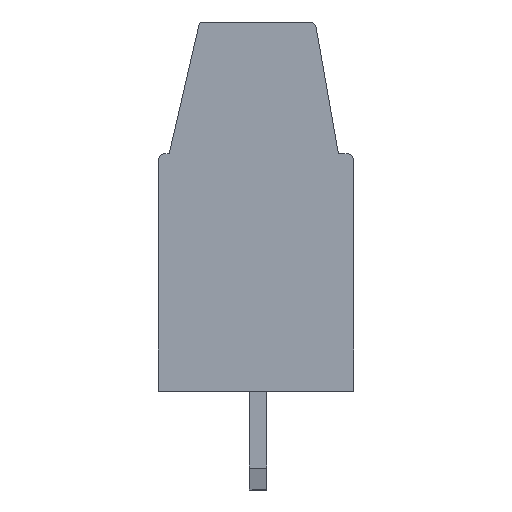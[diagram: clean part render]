
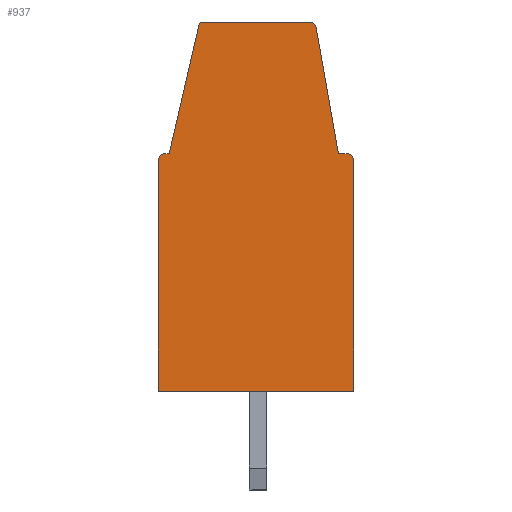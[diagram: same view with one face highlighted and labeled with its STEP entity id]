
A CAD part, left-side view. The second image highlights one B-rep face of the part: STEP entity #937.
In plain terms, the highlighted planar face has unit normal (-1, 0, 0).
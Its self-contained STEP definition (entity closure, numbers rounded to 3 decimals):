
#937 = ADVANCED_FACE( '', ( #2045 ), #2046, .T. );
#2045 = FACE_OUTER_BOUND( '', #3306, .T. );
#2046 = PLANE( '', #3307 );
#3306 = EDGE_LOOP( '', ( #5966, #5967, #5968, #5969, #5970, #5971, #5972, #5973, #5974, #5975, #5976, #5977 ) );
#3307 = AXIS2_PLACEMENT_3D( '', #5978, #5979, #5980 );
#5966 = ORIENTED_EDGE( '', *, *, #8134, .T. );
#5967 = ORIENTED_EDGE( '', *, *, #7180, .T. );
#5968 = ORIENTED_EDGE( '', *, *, #8092, .F. );
#5969 = ORIENTED_EDGE( '', *, *, #8135, .T. );
#5970 = ORIENTED_EDGE( '', *, *, #8136, .T. );
#5971 = ORIENTED_EDGE( '', *, *, #8003, .T. );
#5972 = ORIENTED_EDGE( '', *, *, #8137, .T. );
#5973 = ORIENTED_EDGE( '', *, *, #8138, .T. );
#5974 = ORIENTED_EDGE( '', *, *, #7455, .T. );
#5975 = ORIENTED_EDGE( '', *, *, #8139, .T. );
#5976 = ORIENTED_EDGE( '', *, *, #8140, .T. );
#5977 = ORIENTED_EDGE( '', *, *, #8108, .T. );
#5978 = CARTESIAN_POINT( '', ( 174.737, 159.598, 0. ) );
#5979 = DIRECTION( '', ( -1., 0., 0. ) );
#5980 = DIRECTION( '', ( 0., -1., 0. ) );
#7180 = EDGE_CURVE( '', #8554, #8559, #8561, .T. );
#7455 = EDGE_CURVE( '', #9032, #9030, #9033, .T. );
#8003 = EDGE_CURVE( '', #9853, #9851, #9854, .T. );
#8092 = EDGE_CURVE( '', #9961, #8559, #9963, .T. );
#8108 = EDGE_CURVE( '', #9984, #9982, #9985, .T. );
#8134 = EDGE_CURVE( '', #9982, #8554, #10019, .T. );
#8135 = EDGE_CURVE( '', #9961, #10020, #10021, .T. );
#8136 = EDGE_CURVE( '', #10020, #9853, #10022, .T. );
#8137 = EDGE_CURVE( '', #9851, #10023, #10024, .T. );
#8138 = EDGE_CURVE( '', #10023, #9032, #10025, .T. );
#8139 = EDGE_CURVE( '', #9030, #10026, #10027, .T. );
#8140 = EDGE_CURVE( '', #10026, #9984, #10028, .T. );
#8554 = VERTEX_POINT( '', #10553 );
#8559 = VERTEX_POINT( '', #10560 );
#8561 = LINE( '', #10563, #10564 );
#9030 = VERTEX_POINT( '', #11228 );
#9032 = VERTEX_POINT( '', #11231 );
#9033 = CIRCLE( '', #11232, 0.2 );
#9851 = VERTEX_POINT( '', #12388 );
#9853 = VERTEX_POINT( '', #12391 );
#9854 = LINE( '', #12392, #12393 );
#9961 = VERTEX_POINT( '', #12541 );
#9963 = LINE( '', #12544, #12545 );
#9982 = VERTEX_POINT( '', #12572 );
#9984 = VERTEX_POINT( '', #12575 );
#9985 = CIRCLE( '', #12576, 0.3 );
#10019 = LINE( '', #12621, #12622 );
#10020 = VERTEX_POINT( '', #12623 );
#10021 = CIRCLE( '', #12624, 0.3 );
#10022 = LINE( '', #12625, #12626 );
#10023 = VERTEX_POINT( '', #12627 );
#10024 = CIRCLE( '', #12628, 0.3 );
#10025 = LINE( '', #12629, #12630 );
#10026 = VERTEX_POINT( '', #12631 );
#10027 = LINE( '', #12632, #12633 );
#10028 = LINE( '', #12634, #12635 );
#10553 = CARTESIAN_POINT( '', ( 174.737, 161.048, 0. ) );
#10560 = CARTESIAN_POINT( '', ( 174.737, 152.148, 0. ) );
#10563 = CARTESIAN_POINT( '', ( 174.737, 159.818, 0. ) );
#10564 = VECTOR( '', #13082, 1000. );
#11228 = CARTESIAN_POINT( '', ( 174.737, 159.199, 16.645 ) );
#11231 = CARTESIAN_POINT( '', ( 174.737, 159.004, 16.8 ) );
#11232 = AXIS2_PLACEMENT_3D( '', #13354, #13355, #13356 );
#12388 = CARTESIAN_POINT( '', ( 174.737, 153.863, 16.552 ) );
#12391 = CARTESIAN_POINT( '', ( 174.737, 152.848, 10.8 ) );
#12392 = CARTESIAN_POINT( '', ( 174.737, 153.863, 16.552 ) );
#12393 = VECTOR( '', #13900, 1000. );
#12541 = CARTESIAN_POINT( '', ( 174.737, 152.148, 10.5 ) );
#12544 = CARTESIAN_POINT( '', ( 174.737, 152.148, 5.1 ) );
#12545 = VECTOR( '', #13967, 1000. );
#12572 = CARTESIAN_POINT( '', ( 174.737, 161.048, 10.5 ) );
#12575 = CARTESIAN_POINT( '', ( 174.737, 160.748, 10.8 ) );
#12576 = AXIS2_PLACEMENT_3D( '', #13980, #13981, #13982 );
#12621 = CARTESIAN_POINT( '', ( 174.737, 161.048, 0. ) );
#12622 = VECTOR( '', #14012, 1000. );
#12623 = CARTESIAN_POINT( '', ( 174.737, 152.448, 10.8 ) );
#12624 = AXIS2_PLACEMENT_3D( '', #14013, #14014, #14015 );
#12625 = CARTESIAN_POINT( '', ( 174.737, 152.848, 10.8 ) );
#12626 = VECTOR( '', #14016, 1000. );
#12627 = CARTESIAN_POINT( '', ( 174.737, 154.158, 16.8 ) );
#12628 = AXIS2_PLACEMENT_3D( '', #14017, #14018, #14019 );
#12629 = CARTESIAN_POINT( '', ( 174.737, 159.004, 16.8 ) );
#12630 = VECTOR( '', #14020, 1000. );
#12631 = CARTESIAN_POINT( '', ( 174.737, 160.548, 10.8 ) );
#12632 = CARTESIAN_POINT( '', ( 174.737, 160.548, 10.8 ) );
#12633 = VECTOR( '', #14021, 1000. );
#12634 = CARTESIAN_POINT( '', ( 174.737, 160.748, 10.8 ) );
#12635 = VECTOR( '', #14022, 1000. );
#13082 = DIRECTION( '', ( 0., -1., 0. ) );
#13354 = CARTESIAN_POINT( '', ( 174.737, 159.004, 16.6 ) );
#13355 = DIRECTION( '', ( -1., 0., 0. ) );
#13356 = DIRECTION( '', ( 0., 0., 1. ) );
#13900 = DIRECTION( '', ( 0., 0.174, 0.985 ) );
#13967 = DIRECTION( '', ( 0., 0., -1. ) );
#13980 = CARTESIAN_POINT( '', ( 174.737, 160.748, 10.5 ) );
#13981 = DIRECTION( '', ( -1., 0., 0. ) );
#13982 = DIRECTION( '', ( 0., 0., 1. ) );
#14012 = DIRECTION( '', ( 0., 0., -1. ) );
#14013 = CARTESIAN_POINT( '', ( 174.737, 152.448, 10.5 ) );
#14014 = DIRECTION( '', ( -1., 0., 0. ) );
#14015 = DIRECTION( '', ( 0., 0., 1. ) );
#14016 = DIRECTION( '', ( 0., 1., 0. ) );
#14017 = CARTESIAN_POINT( '', ( 174.737, 154.158, 16.5 ) );
#14018 = DIRECTION( '', ( -1., 0., 0. ) );
#14019 = DIRECTION( '', ( 0., 0., 1. ) );
#14020 = DIRECTION( '', ( 0., 1., 0. ) );
#14021 = DIRECTION( '', ( 0., 0.225, -0.974 ) );
#14022 = DIRECTION( '', ( 0., 1., 0. ) );
